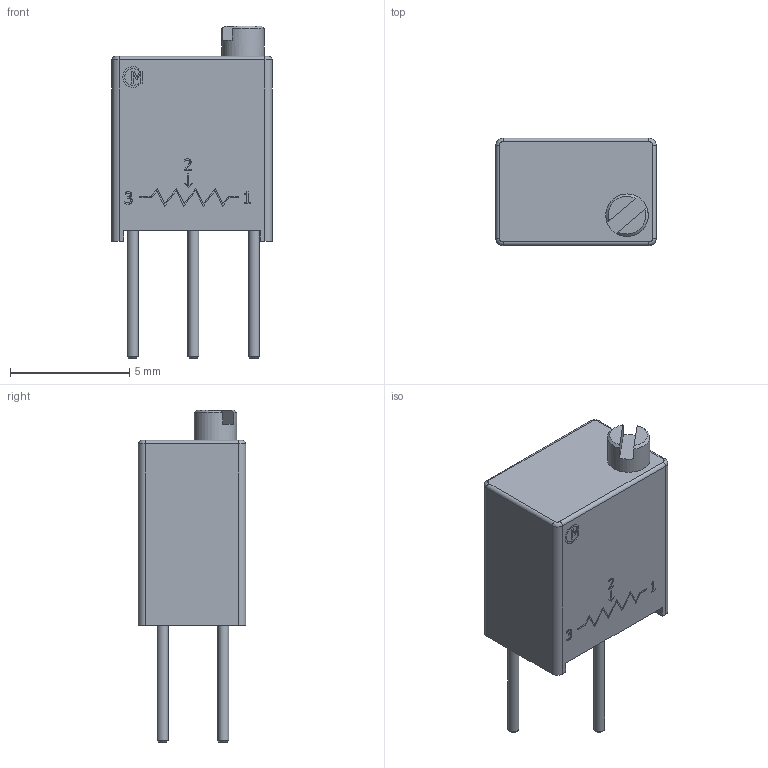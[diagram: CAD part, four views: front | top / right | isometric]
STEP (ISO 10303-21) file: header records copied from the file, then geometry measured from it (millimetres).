
FILE_DESCRIPTION(/* description */ (''),/* implementation_level */ '2;1');
FILE_NAME(/* name */ '1.stp',/* time_stamp */ '2019-12-19T17:54:02+02:00',/* author */ ('k'),/* organization */ (''),/* preprocessor_version */ 'ST-DEVELOPER v15.6',/* originating_system */ 'Autodesk Inventor 2015',/* authorisation */ '');
FILE_SCHEMA (('AUTOMOTIVE_DESIGN { 1 0 10303 214 3 1 1 }'));
Length unit declared in the file: millimetre
Products named in the file (4): 1; 2; 3
Bounding box: 6.71 x 4.5 x 13.9 mm (x, y, z)
Volume: 226.6 mm3; surface area: 266.2 mm2
Topology: 12 solids, 12 shells, 166 faces, 415 edges, 273 vertices
Faces by surface type: plane 112, bspline 35, cylinder 14, cone 5
Full cylindrical faces by diameter (mm): 0.46 x3, 1.78 x1
Entity records: 5116 total; most frequent: CARTESIAN_POINT 1295, ORIENTED_EDGE 814, DIRECTION 657, EDGE_CURVE 407, LINE 301, VECTOR 301, VERTEX_POINT 272, AXIS2_PLACEMENT_3D 178
